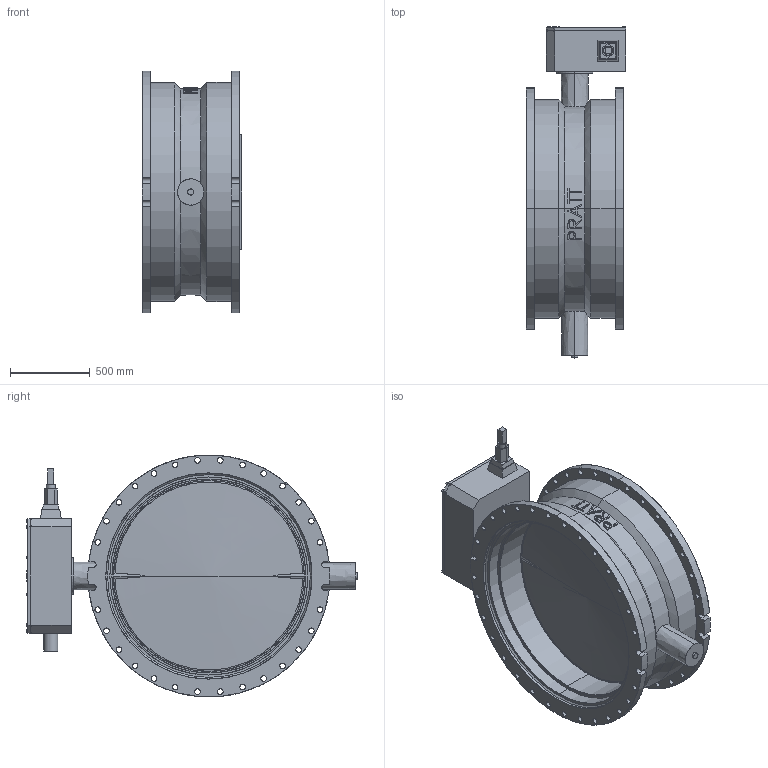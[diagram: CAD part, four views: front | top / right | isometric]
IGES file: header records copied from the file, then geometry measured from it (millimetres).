
Start section: SolidWorks IGES file using analytic representation for surfaces
Global section: file name: 150B-MJ-48.IGS; native system: SolidWorks 2014; preprocessor: SolidWorks 2014; author: PRINCE; date: 170425.233021; units: millimetre
Bounding box: 625.48 x 2085.97 x 1520.95 mm (x, y, z)
Surface area: 15831663.9 mm2 (no closed solid volume)
Topology: 0 solids, 0 shells, 496 faces, 9489 edges, 9485 vertices
Faces by surface type: revolution 254, bspline 242
